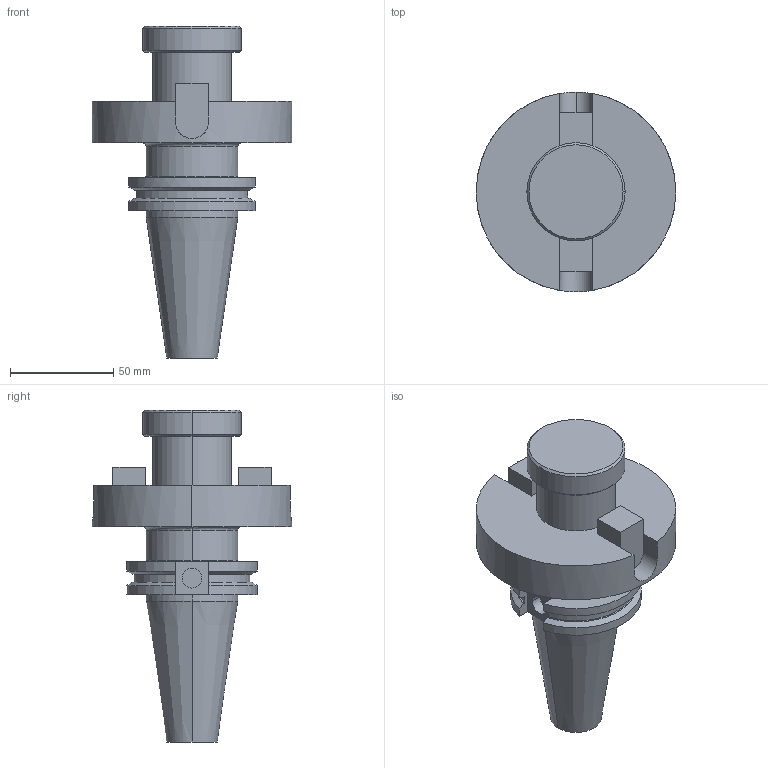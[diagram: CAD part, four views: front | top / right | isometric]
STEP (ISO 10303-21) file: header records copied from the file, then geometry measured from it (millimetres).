
FILE_DESCRIPTION (( 'STEP AP203' ), '1' );
FILE_NAME ('STP-22717.STEP', '2017-01-23T01:52:56', ( '' ), ( '' ), 'SwSTEP 2.0', 'SolidWorks 2015', '' );
FILE_SCHEMA (( 'CONFIG_CONTROL_DESIGN' ));
Length unit declared in the file: millimetre
Products named in the file (1): STP-22717
Bounding box: 96.77 x 96.77 x 160.96 mm (x, y, z)
Volume: 329554.6 mm3; surface area: 52555.9 mm2
Topology: 4 solids, 4 shells, 85 faces, 200 edges, 128 vertices
Faces by surface type: plane 37, cylinder 30, cone 13, bspline 5
Entity records: 3245 total; most frequent: CARTESIAN_POINT 1225, DIRECTION 411, ORIENTED_EDGE 396, EDGE_CURVE 198, AXIS2_PLACEMENT_3D 153, VERTEX_POINT 128, LINE 105, VECTOR 105
